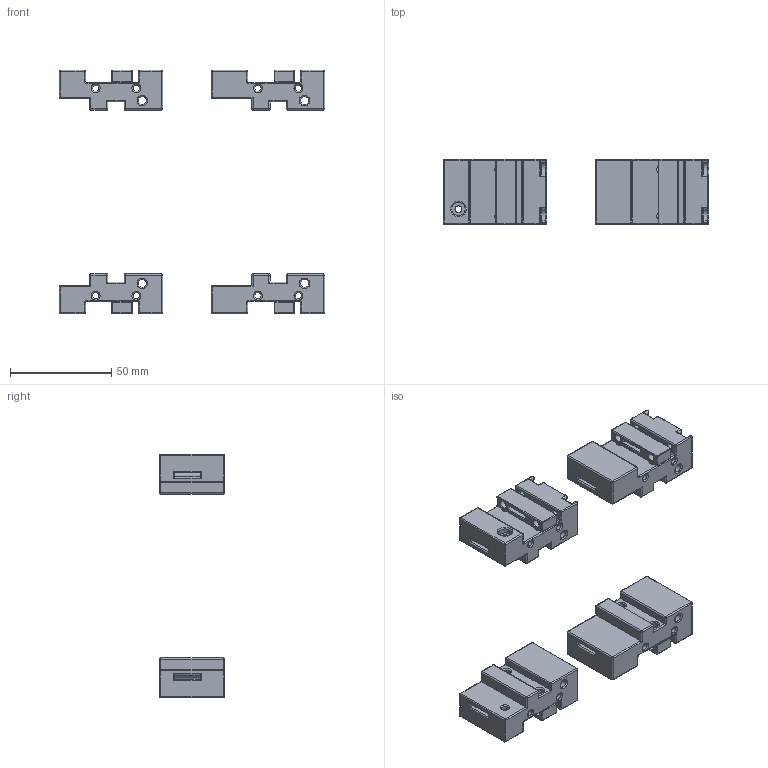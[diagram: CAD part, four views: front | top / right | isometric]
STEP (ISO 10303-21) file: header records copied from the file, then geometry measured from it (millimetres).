
FILE_DESCRIPTION(/* description */ (''),/* implementation_level */ '2;1');
FILE_NAME(/* name */ 'A-2020_Tombstone_Tensioner_Block_B_2-F.stp',/* time_stamp */ '2021-01-30T10:01:23-08:00',/* author */ (''),/* organization */ (''),/* preprocessor_version */ 'ST-DEVELOPER v18.1',/* originating_system */ 'Autodesk Translation Framework v9.7.0.1280',/* authorisation */ '');
FILE_SCHEMA (('AUTOMOTIVE_DESIGN { 1 0 10303 214 3 1 1 }'));
Length unit declared in the file: millimetre
Products named in the file (1): Tombstone Tensioner Offcenter Backers
Bounding box: 131 x 32 x 120 mm (x, y, z)
Volume: 90517.7 mm3; surface area: 42112.5 mm2
Topology: 8 solids, 8 shells, 874 faces, 2022 edges, 1134 vertices
Faces by surface type: cylinder 416, plane 182, torus 116, sphere 112, bspline 48
Full cylindrical faces by diameter (mm): 3.2 x16, 3.4 x2, 4 x20, 6.5 x2
Entity records: 27081 total; most frequent: CARTESIAN_POINT 7007, DIRECTION 4518, ORIENTED_EDGE 4012, EDGE_CURVE 2006, AXIS2_PLACEMENT_3D 1805, VERTEX_POINT 1134, EDGE_LOOP 952, LINE 908
